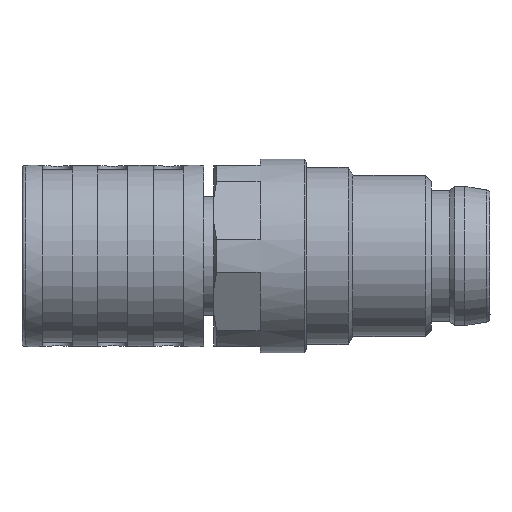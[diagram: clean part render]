
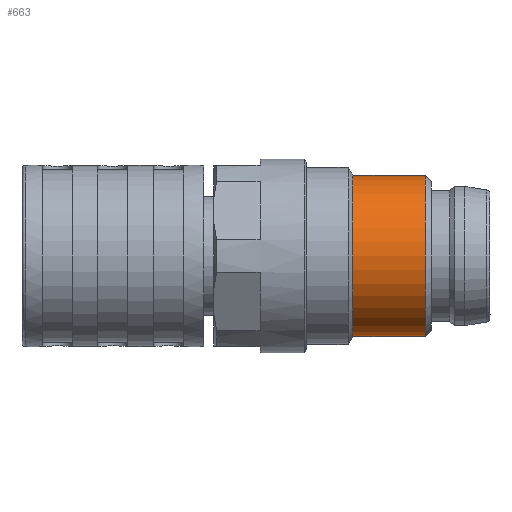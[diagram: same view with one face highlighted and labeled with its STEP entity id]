
A CAD part, front view. The second image highlights one B-rep face of the part: STEP entity #663.
In plain terms, the highlighted cylindrical face has radius 4 mm (diameter 8 mm), a full revolution.
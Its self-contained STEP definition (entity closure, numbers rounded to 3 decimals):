
#663=ADVANCED_FACE('',(#802,#803),#729,.T.);
#729=CYLINDRICAL_SURFACE('',#2307,4.);
#802=FACE_BOUND('',#952,.T.);
#803=FACE_BOUND('',#953,.T.);
#952=EDGE_LOOP('',(#1444));
#953=EDGE_LOOP('',(#1445));
#1444=ORIENTED_EDGE('',*,*,#1939,.F.);
#1445=ORIENTED_EDGE('',*,*,#1967,.T.);
#1684=VERTEX_POINT('',#3618);
#1712=VERTEX_POINT('',#3677);
#1939=EDGE_CURVE('',#1684,#1684,#2067,.T.);
#1967=EDGE_CURVE('',#1712,#1712,#2083,.T.);
#2067=CIRCLE('',#2286,4.);
#2083=CIRCLE('',#2305,4.);
#2286=AXIS2_PLACEMENT_3D('',#3617,#2824,#2825);
#2305=AXIS2_PLACEMENT_3D('',#3676,#2874,#2875);
#2307=AXIS2_PLACEMENT_3D('',#3679,#2878,#2879);
#2824=DIRECTION('',(-1.,0.,0.));
#2825=DIRECTION('',(0.,0.,1.));
#2874=DIRECTION('',(-1.,0.,0.));
#2875=DIRECTION('',(0.,0.,1.));
#2878=DIRECTION('',(-1.,0.,0.));
#2879=DIRECTION('',(0.,0.,-1.));
#3617=CARTESIAN_POINT('',(88.65,20.65,7.1));
#3618=CARTESIAN_POINT('',(88.65,20.65,11.1));
#3676=CARTESIAN_POINT('',(92.25,20.65,7.1));
#3677=CARTESIAN_POINT('',(92.25,20.65,11.1));
#3679=CARTESIAN_POINT('',(82.05,20.65,7.1));
